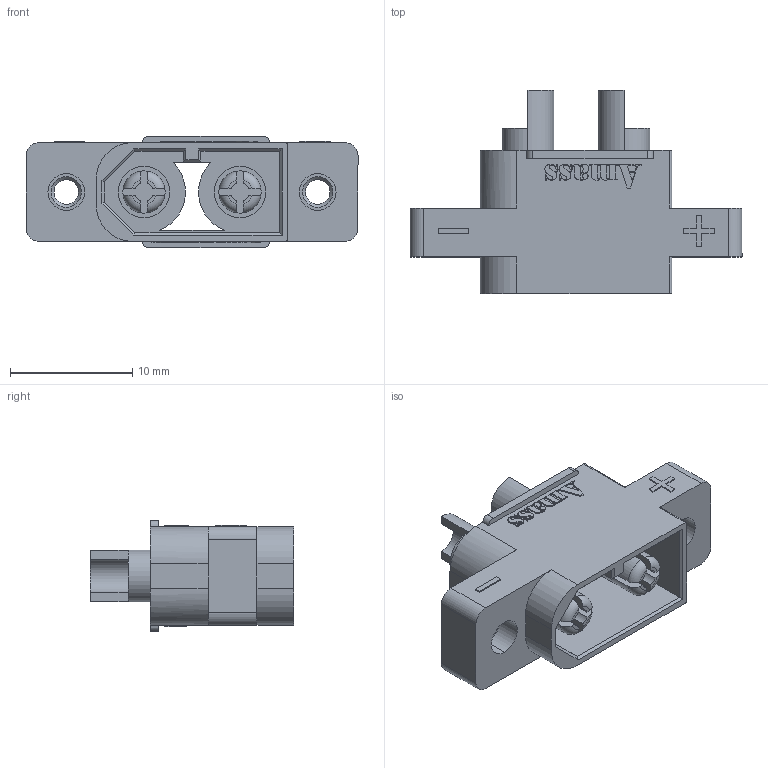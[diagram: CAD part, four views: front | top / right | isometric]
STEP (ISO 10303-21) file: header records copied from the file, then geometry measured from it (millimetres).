
FILE_DESCRIPTION (( 'STEP AP214' ), '1' );
FILE_NAME ('XT60E-M.STEP', '2019-06-25T21:04:37', ( '' ), ( '' ), 'SwSTEP 2.0', 'SolidWorks 2019', '' );
FILE_SCHEMA (( 'AUTOMOTIVE_DESIGN' ));
Length unit declared in the file: millimetre
Products named in the file (1): XT60E-M
Bounding box: 27.2 x 16.65 x 9.1 mm (x, y, z)
Volume: 1087.7 mm3; surface area: 2249.8 mm2
Topology: 3 solids, 3 shells, 405 faces, 1072 edges, 698 vertices
Faces by surface type: plane 252, bspline 61, cylinder 52, cone 32, torus 8
Entity records: 15440 total; most frequent: CARTESIAN_POINT 5465, ORIENTED_EDGE 2144, DIRECTION 1497, EDGE_CURVE 1072, VERTEX_POINT 698, AXIS2_PLACEMENT_3D 507, VECTOR 483, LINE 483
